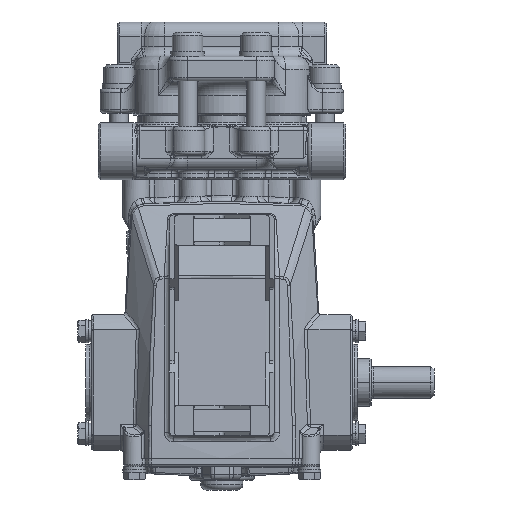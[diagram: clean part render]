
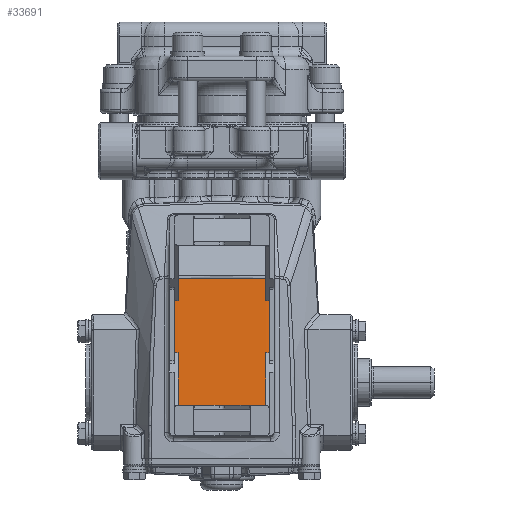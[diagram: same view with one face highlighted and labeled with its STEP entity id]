
A CAD part, front view. The second image highlights one B-rep face of the part: STEP entity #33691.
In plain terms, the highlighted free-form (B-spline) face has degree [3, 1] with [6, 3] control points.
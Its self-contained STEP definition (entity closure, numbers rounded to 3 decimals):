
#339 = EDGE_CURVE ( 'NONE', #38687, #42363, #45913, .T. ) ;
#1192 = EDGE_CURVE ( 'NONE', #56738, #59871, #41855, .T. ) ;
#2455 = ORIENTED_EDGE ( 'NONE', *, *, #38880, .T. ) ;
#3110 = CARTESIAN_POINT ( 'NONE',  ( 23., -44.858, 15.642 ) ) ;
#3382 = CARTESIAN_POINT ( 'NONE',  ( -7.669, -46.7, -12. ) ) ;
#3769 = VECTOR ( 'NONE', #28411, 1000. ) ;
#4847 = VERTEX_POINT ( 'NONE', #78736 ) ;
#5041 = B_SPLINE_CURVE_WITH_KNOTS ( 'NONE', 3,
 ( #26634, #15207, #3382, #76699, #77515, #76305 ),
 .UNSPECIFIED., .F., .F.,
 ( 4, 2, 4 ),
 ( -0.038, -0.015, 0.008 ),
 .UNSPECIFIED. ) ;
#5397 = CARTESIAN_POINT ( 'NONE',  ( -24.333, -43.372, 42.872 ) ) ;
#7502 = EDGE_CURVE ( 'NONE', #19035, #27950, #77946, .T. ) ;
#8074 = CARTESIAN_POINT ( 'NONE',  ( 25., -44.786, 15.714 ) ) ;
#10656 = CARTESIAN_POINT ( 'NONE',  ( -23., -43.415, 42.915 ) ) ;
#10910 = EDGE_CURVE ( 'NONE', #42363, #72119, #45599, .T. ) ;
#11020 = CARTESIAN_POINT ( 'NONE',  ( 17.19, -43.1, 56. ) ) ;
#11417 = CARTESIAN_POINT ( 'NONE',  ( -51.5, -46.285, -40. ) ) ;
#11643 = CARTESIAN_POINT ( 'NONE',  ( -24.333, -44.811, 15.689 ) ) ;
#12295 = DIRECTION ( 'NONE',  ( 0., -0.053, -0.999 ) ) ;
#12323 = CARTESIAN_POINT ( 'NONE',  ( -23., -43.415, 42.915 ) ) ;
#13828 = LINE ( 'NONE', #19124, #62405 ) ;
#14467 = VECTOR ( 'NONE', #61261, 1000. ) ;
#14858 = CARTESIAN_POINT ( 'NONE',  ( 7.696, -43.252, 55.487 ) ) ;
#15207 = CARTESIAN_POINT ( 'NONE',  ( -15.337, -46.573, -12. ) ) ;
#16725 = CARTESIAN_POINT ( 'NONE',  ( 51.5, -46.285, -40. ) ) ;
#18103 = LINE ( 'NONE', #44155, #14467 ) ;
#18162 = CARTESIAN_POINT ( 'NONE',  ( 23., -43.415, 42.915 ) ) ;
#18318 = CARTESIAN_POINT ( 'NONE',  ( -51.5, -41.152, 56.96 ) ) ;
#19035 = VERTEX_POINT ( 'NONE', #3110 ) ;
#19072 = CARTESIAN_POINT ( 'NONE',  ( 23.667, -44.835, 15.665 ) ) ;
#19124 = CARTESIAN_POINT ( 'NONE',  ( 23., -45.266, 7.944 ) ) ;
#21478 = VECTOR ( 'NONE', #63096, 1000. ) ;
#21517 = CARTESIAN_POINT ( 'NONE',  ( 23., -42.785, 54.807 ) ) ;
#21549 = CARTESIAN_POINT ( 'NONE',  ( -23., -42.785, 54.803 ) ) ;
#22855 = CARTESIAN_POINT ( 'NONE',  ( 17.19, -43.049, 56.96 ) ) ;
#23108 = LINE ( 'NONE', #52863, #3769 ) ;
#23245 = CARTESIAN_POINT ( 'NONE',  ( -17.19, -43.1, 56. ) ) ;
#26146 = CARTESIAN_POINT ( 'NONE',  ( 25., -43.349, 42.849 ) ) ;
#26634 = CARTESIAN_POINT ( 'NONE',  ( -23., -46.322, -12. ) ) ;
#27224 = ORIENTED_EDGE ( 'NONE', *, *, #68603, .T. ) ;
#27950 = VERTEX_POINT ( 'NONE', #37861 ) ;
#28411 = DIRECTION ( 'NONE',  ( 0., -0.053, -0.999 ) ) ;
#29602 = EDGE_CURVE ( 'NONE', #38687, #27950, #18103, .T. ) ;
#29967 = CARTESIAN_POINT ( 'NONE',  ( -23., -44.858, 15.642 ) ) ;
#33548 = EDGE_CURVE ( 'NONE', #56558, #56738, #56278, .T. ) ;
#33691 = ADVANCED_FACE ( 'NONE', ( #61074 ), #44102, .T. ) ;
#33933 = B_SPLINE_CURVE_WITH_KNOTS ( 'NONE', 3,
 ( #60536, #35311, #11643, #67809 ),
 .UNSPECIFIED., .F., .F.,
 ( 4, 4 ),
 ( 0., 0.002 ),
 .UNSPECIFIED. ) ;
#35311 = CARTESIAN_POINT ( 'NONE',  ( -23.667, -44.835, 15.665 ) ) ;
#35882 = CARTESIAN_POINT ( 'NONE',  ( 34.38, -42.466, 56. ) ) ;
#37071 = CARTESIAN_POINT ( 'NONE',  ( -17.19, -43.049, 56.96 ) ) ;
#37172 = CARTESIAN_POINT ( 'NONE',  ( 23.667, -43.394, 42.894 ) ) ;
#37861 = CARTESIAN_POINT ( 'NONE',  ( 25., -44.786, 15.714 ) ) ;
#38687 = VERTEX_POINT ( 'NONE', #49440 ) ;
#38880 = EDGE_CURVE ( 'NONE', #4847, #60863, #5041, .T. ) ;
#38900 = CARTESIAN_POINT ( 'NONE',  ( -23., -42.785, 54.803 ) ) ;
#41855 = B_SPLINE_CURVE_WITH_KNOTS ( 'NONE', 3,
 ( #60395, #5397, #66495, #12323 ),
 .UNSPECIFIED., .F., .F.,
 ( 4, 4 ),
 ( 0., 0.002 ),
 .UNSPECIFIED. ) ;
#42152 = ORIENTED_EDGE ( 'NONE', *, *, #51609, .T. ) ;
#42363 = VERTEX_POINT ( 'NONE', #18162 ) ;
#44102 = B_SPLINE_SURFACE_WITH_KNOTS ( 'NONE', 3, 1, ( 
 ( #11417, #74087, #18318 ),
 ( #60694, #78637, #48074 ),
 ( #67968, #23245, #37071 ),
 ( #66779, #11020, #22855 ),
 ( #61864, #35882, #72509 ),
 ( #16725, #48474, #73296 ) ),
 .UNSPECIFIED., .F., .F., .F.,
 ( 4, 2, 4 ),
 ( 2, 1, 2 ),
 ( 0., 0.5, 1. ),
 ( 0., 1., 1.01 ),
 .UNSPECIFIED. ) ;
#44155 = CARTESIAN_POINT ( 'NONE',  ( 25., -45.169, 8.48 ) ) ;
#44862 = CARTESIAN_POINT ( 'NONE',  ( -23., -45.237, 8.48 ) ) ;
#44881 = DIRECTION ( 'NONE',  ( 0., 0.053, 0.999 ) ) ;
#44932 = EDGE_CURVE ( 'NONE', #60863, #19035, #13828, .T. ) ;
#45599 = LINE ( 'NONE', #63501, #21478 ) ;
#45813 = CARTESIAN_POINT ( 'NONE',  ( 23., -42.785, 54.807 ) ) ;
#45913 = B_SPLINE_CURVE_WITH_KNOTS ( 'NONE', 3,
 ( #26146, #62754, #37172, #68068 ),
 .UNSPECIFIED., .F., .F.,
 ( 4, 4 ),
 ( 0., 0.002 ),
 .UNSPECIFIED. ) ;
#48074 = CARTESIAN_POINT ( 'NONE',  ( -34.38, -42.415, 56.96 ) ) ;
#48474 = CARTESIAN_POINT ( 'NONE',  ( 51.5, -41.203, 56. ) ) ;
#48508 = CARTESIAN_POINT ( 'NONE',  ( -25., -43.349, 42.849 ) ) ;
#48617 = ORIENTED_EDGE ( 'NONE', *, *, #7502, .T. ) ;
#49440 = CARTESIAN_POINT ( 'NONE',  ( 25., -43.349, 42.849 ) ) ;
#49586 = ORIENTED_EDGE ( 'NONE', *, *, #29602, .F. ) ;
#50037 = CARTESIAN_POINT ( 'NONE',  ( 23., -44.858, 15.642 ) ) ;
#50493 = DIRECTION ( 'NONE',  ( 0., 0.053, 0.999 ) ) ;
#51094 = VECTOR ( 'NONE', #44881, 1000. ) ;
#51609 = EDGE_CURVE ( 'NONE', #54376, #4847, #63156, .T. ) ;
#52600 = VERTEX_POINT ( 'NONE', #21549 ) ;
#52863 = CARTESIAN_POINT ( 'NONE',  ( -23., -45.237, 8.48 ) ) ;
#54376 = VERTEX_POINT ( 'NONE', #29967 ) ;
#56278 = LINE ( 'NONE', #56689, #51094 ) ;
#56558 = VERTEX_POINT ( 'NONE', #73826 ) ;
#56689 = CARTESIAN_POINT ( 'NONE',  ( -25., -45.197, 7.944 ) ) ;
#56738 = VERTEX_POINT ( 'NONE', #48508 ) ;
#57345 = CARTESIAN_POINT ( 'NONE',  ( 24.333, -44.811, 15.689 ) ) ;
#59871 = VERTEX_POINT ( 'NONE', #10656 ) ;
#60395 = CARTESIAN_POINT ( 'NONE',  ( -25., -43.349, 42.849 ) ) ;
#60536 = CARTESIAN_POINT ( 'NONE',  ( -23., -44.858, 15.642 ) ) ;
#60550 = EDGE_LOOP ( 'NONE', ( #42152, #2455, #69153, #48617, #49586, #60576, #72899, #74490, #27224, #72991, #78118, #75589 ) ) ;
#60576 = ORIENTED_EDGE ( 'NONE', *, *, #339, .T. ) ;
#60694 = CARTESIAN_POINT ( 'NONE',  ( -34.38, -47.548, -40. ) ) ;
#60863 = VERTEX_POINT ( 'NONE', #62765 ) ;
#61074 = FACE_OUTER_BOUND ( 'NONE', #60550, .T. ) ;
#61261 = DIRECTION ( 'NONE',  ( 0., -0.053, -0.999 ) ) ;
#61864 = CARTESIAN_POINT ( 'NONE',  ( 34.38, -47.548, -40. ) ) ;
#62405 = VECTOR ( 'NONE', #50493, 1000. ) ;
#62754 = CARTESIAN_POINT ( 'NONE',  ( 24.333, -43.372, 42.872 ) ) ;
#62765 = CARTESIAN_POINT ( 'NONE',  ( 23., -46.322, -12. ) ) ;
#63096 = DIRECTION ( 'NONE',  ( 0., 0.053, 0.999 ) ) ;
#63156 = LINE ( 'NONE', #44862, #69416 ) ;
#63501 = CARTESIAN_POINT ( 'NONE',  ( 23., -45.266, 7.944 ) ) ;
#63865 = EDGE_CURVE ( 'NONE', #72119, #52600, #79867, .T. ) ;
#66274 = EDGE_CURVE ( 'NONE', #54376, #56558, #33933, .T. ) ;
#66495 = CARTESIAN_POINT ( 'NONE',  ( -23.667, -43.394, 42.894 ) ) ;
#66779 = CARTESIAN_POINT ( 'NONE',  ( 17.19, -48.182, -40. ) ) ;
#67809 = CARTESIAN_POINT ( 'NONE',  ( -25., -44.786, 15.714 ) ) ;
#67968 = CARTESIAN_POINT ( 'NONE',  ( -17.19, -48.182, -40. ) ) ;
#68068 = CARTESIAN_POINT ( 'NONE',  ( 23., -43.415, 42.915 ) ) ;
#68603 = EDGE_CURVE ( 'NONE', #52600, #59871, #23108, .T. ) ;
#69153 = ORIENTED_EDGE ( 'NONE', *, *, #44932, .T. ) ;
#69416 = VECTOR ( 'NONE', #12295, 1000. ) ;
#69432 = CARTESIAN_POINT ( 'NONE',  ( -7.654, -43.254, 55.486 ) ) ;
#72119 = VERTEX_POINT ( 'NONE', #21517 ) ;
#72509 = CARTESIAN_POINT ( 'NONE',  ( 34.38, -42.415, 56.96 ) ) ;
#72899 = ORIENTED_EDGE ( 'NONE', *, *, #10910, .T. ) ;
#72991 = ORIENTED_EDGE ( 'NONE', *, *, #1192, .F. ) ;
#73296 = CARTESIAN_POINT ( 'NONE',  ( 51.5, -41.152, 56.96 ) ) ;
#73826 = CARTESIAN_POINT ( 'NONE',  ( -25., -44.786, 15.714 ) ) ;
#74087 = CARTESIAN_POINT ( 'NONE',  ( -51.5, -41.203, 56. ) ) ;
#74490 = ORIENTED_EDGE ( 'NONE', *, *, #63865, .T. ) ;
#75589 = ORIENTED_EDGE ( 'NONE', *, *, #66274, .F. ) ;
#76305 = CARTESIAN_POINT ( 'NONE',  ( 23., -46.322, -12. ) ) ;
#76699 = CARTESIAN_POINT ( 'NONE',  ( 7.669, -46.7, -12. ) ) ;
#77515 = CARTESIAN_POINT ( 'NONE',  ( 15.337, -46.573, -12. ) ) ;
#77946 = B_SPLINE_CURVE_WITH_KNOTS ( 'NONE', 3,
 ( #50037, #19072, #57345, #8074 ),
 .UNSPECIFIED., .F., .F.,
 ( 4, 4 ),
 ( 0., 0.002 ),
 .UNSPECIFIED. ) ;
#78118 = ORIENTED_EDGE ( 'NONE', *, *, #33548, .F. ) ;
#78637 = CARTESIAN_POINT ( 'NONE',  ( -34.38, -42.466, 56. ) ) ;
#78736 = CARTESIAN_POINT ( 'NONE',  ( -23., -46.322, -12. ) ) ;
#79867 = B_SPLINE_CURVE_WITH_KNOTS ( 'NONE', 3,
 ( #45813, #14858, #69432, #38900 ),
 .UNSPECIFIED., .F., .F.,
 ( 4, 4 ),
 ( 0.147, 0.853 ),
 .UNSPECIFIED. ) ;
